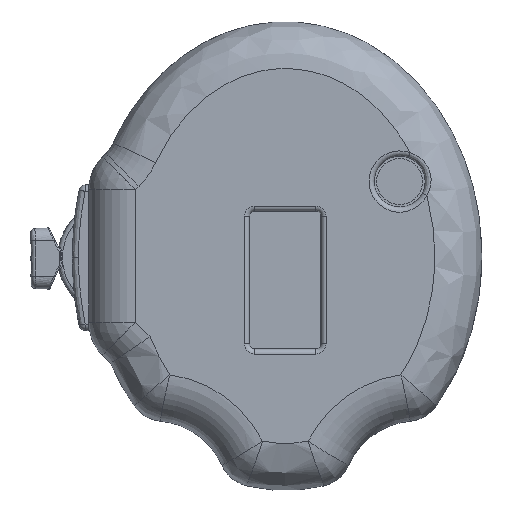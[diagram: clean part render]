
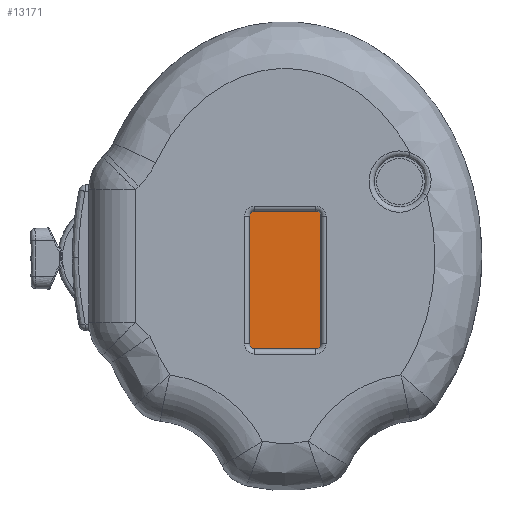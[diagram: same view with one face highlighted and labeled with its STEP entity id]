
A CAD part, top view. The second image highlights one B-rep face of the part: STEP entity #13171.
In plain terms, the highlighted face is planar.
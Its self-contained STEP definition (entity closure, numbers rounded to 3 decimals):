
#2171=FACE_OUTER_BOUND('',#2977,.T.);
#2977=EDGE_LOOP('',(#8862,#8863,#8864,#8865));
#3898=LINE('',#19461,#4678);
#3900=LINE('',#19465,#4680);
#3902=LINE('',#19469,#4682);
#3903=LINE('',#19470,#4683);
#4678=VECTOR('',#15650,10.);
#4680=VECTOR('',#15654,10.);
#4682=VECTOR('',#15658,10.);
#4683=VECTOR('',#15659,10.);
#5442=VERTEX_POINT('',#19458);
#5443=VERTEX_POINT('',#19460);
#5444=VERTEX_POINT('',#19464);
#5445=VERTEX_POINT('',#19468);
#6766=EDGE_CURVE('',#5443,#5442,#3898,.T.);
#6768=EDGE_CURVE('',#5444,#5443,#3900,.T.);
#6770=EDGE_CURVE('',#5442,#5445,#3902,.T.);
#6771=EDGE_CURVE('',#5445,#5444,#3903,.T.);
#8862=ORIENTED_EDGE('',*,*,#6768,.T.);
#8863=ORIENTED_EDGE('',*,*,#6766,.T.);
#8864=ORIENTED_EDGE('',*,*,#6770,.T.);
#8865=ORIENTED_EDGE('',*,*,#6771,.T.);
#12885=PLANE('',#14070);
#13171=ADVANCED_FACE('',(#2171),#12885,.T.);
#14070=AXIS2_PLACEMENT_3D('',#19467,#15656,#15657);
#15650=DIRECTION('',(0.,0.,1.));
#15654=DIRECTION('',(-1.,0.,0.));
#15656=DIRECTION('center_axis',(0.,1.,0.));
#15657=DIRECTION('ref_axis',(0.,0.,1.));
#15658=DIRECTION('',(1.,0.,0.));
#15659=DIRECTION('',(0.,0.,-1.));
#19458=CARTESIAN_POINT('',(7.,13.65,-31.));
#19460=CARTESIAN_POINT('',(7.,13.65,-60.));
#19461=CARTESIAN_POINT('',(7.,13.65,-31.));
#19464=CARTESIAN_POINT('',(23.,13.65,-60.));
#19465=CARTESIAN_POINT('',(23.,13.65,-60.));
#19467=CARTESIAN_POINT('Origin',(15.,13.65,-45.5));
#19468=CARTESIAN_POINT('',(23.,13.65,-31.));
#19469=CARTESIAN_POINT('',(23.,13.65,-31.));
#19470=CARTESIAN_POINT('',(23.,13.65,-60.));
